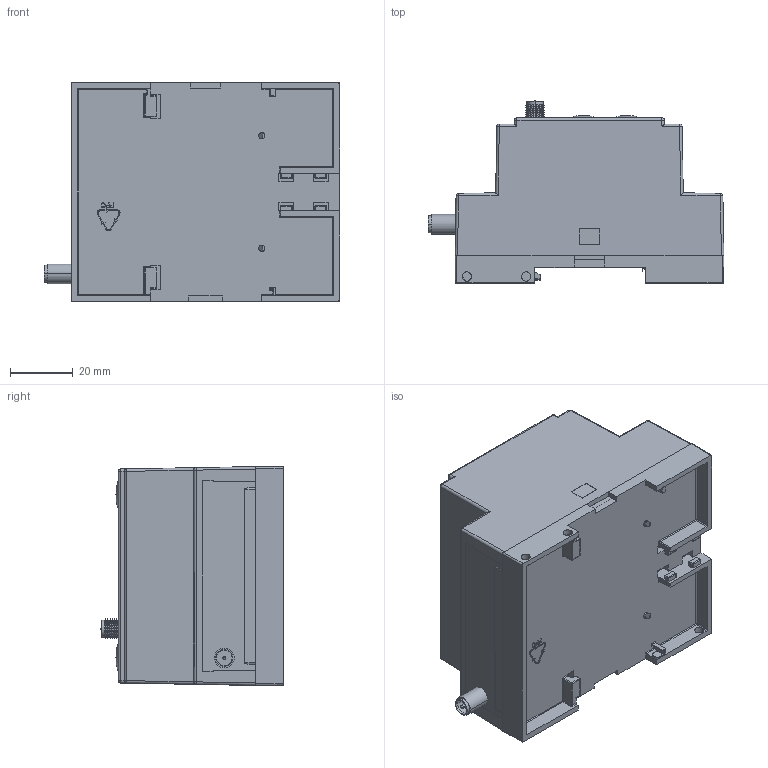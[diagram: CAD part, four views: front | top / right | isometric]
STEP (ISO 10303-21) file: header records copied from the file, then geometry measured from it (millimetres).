
FILE_DESCRIPTION((''),'2;1');
FILE_NAME('208322_SM01_ASM','2022-10-24T09:47:08',('PDMAdmin'),('BANNER ENGINEERING'),'CREO PARAMETRIC BY PTC INC, 2019292','CREO PARAMETRIC BY PTC INC, 2019292','');
FILE_SCHEMA(('CONFIG_CONTROL_DESIGN'));
Length unit declared in the file: inch
Products named in the file (2): 208322_EP01; 208322_SM01_ASM
Assembly tree (1 placements, depth 2):
  208322_SM01_ASM
    208322_EP01
Bounding box: 94.6 x 58.31 x 70 mm (x, y, z)
Volume: 233568.1 mm3; surface area: 40187.4 mm2
Topology: 1 solids, 1 shells, 736 faces, 1894 edges, 1185 vertices
Faces by surface type: plane 482, cylinder 168, sphere 43, cone 36, bspline 5, torus 2
Entity records: 23383 total; most frequent: CARTESIAN_POINT 5502, ORIENTED_EDGE 3738, DIRECTION 3535, EDGE_CURVE 1869, VECTOR 1473, LINE 1473, VERTEX_POINT 1181, AXIS2_PLACEMENT_3D 1031
